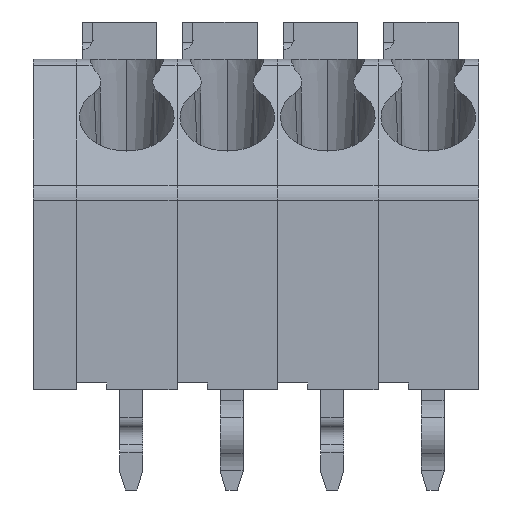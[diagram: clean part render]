
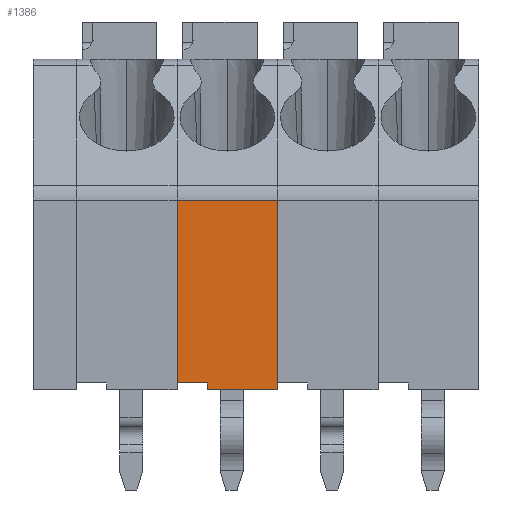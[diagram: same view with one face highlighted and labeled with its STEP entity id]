
A CAD part, front view. The second image highlights one B-rep face of the part: STEP entity #1386.
In plain terms, the highlighted planar face has unit normal (0, -1, 0).
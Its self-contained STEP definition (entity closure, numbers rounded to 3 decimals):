
#1386=ADVANCED_FACE('',(#3130),#3131,.T.);
#3130=FACE_OUTER_BOUND('',#5682,.T.);
#3131=PLANE('',#5683);
#5682=EDGE_LOOP('',(#10186,#10187,#10188,#10189,#10190,#10191));
#5683=AXIS2_PLACEMENT_3D('',#10192,#10193,#10194);
#10186=ORIENTED_EDGE('',*,*,#14584,.T.);
#10187=ORIENTED_EDGE('',*,*,#14585,.F.);
#10188=ORIENTED_EDGE('',*,*,#14527,.T.);
#10189=ORIENTED_EDGE('',*,*,#14586,.T.);
#10190=ORIENTED_EDGE('',*,*,#14566,.F.);
#10191=ORIENTED_EDGE('',*,*,#14587,.F.);
#10192=CARTESIAN_POINT('',(5.25,-6.0,-4.75));
#10193=DIRECTION('',(0.0,-1.0,0.0));
#10194=DIRECTION('',(0.0,0.0,-1.0));
#14527=EDGE_CURVE('',#17670,#17668,#17671,.T.);
#14566=EDGE_CURVE('',#17734,#17736,#17737,.T.);
#14584=EDGE_CURVE('',#17767,#17768,#17769,.T.);
#14585=EDGE_CURVE('',#17670,#17768,#17770,.T.);
#14586=EDGE_CURVE('',#17668,#17736,#17771,.T.);
#14587=EDGE_CURVE('',#17767,#17734,#17772,.T.);
#17668=VERTEX_POINT('',#22565);
#17670=VERTEX_POINT('',#22567);
#17671=LINE('',#22568,#22569);
#17734=VERTEX_POINT('',#22656);
#17736=VERTEX_POINT('',#22659);
#17737=LINE('',#22660,#22661);
#17767=VERTEX_POINT('',#22701);
#17768=VERTEX_POINT('',#22702);
#17769=LINE('',#22703,#22704);
#17770=LINE('',#22705,#22706);
#17771=LINE('',#22707,#22708);
#17772=LINE('',#22709,#22710);
#22565=CARTESIAN_POINT('',(5.25,-6.0,1.844));
#22567=CARTESIAN_POINT('',(5.25,-6.0,-4.75));
#22568=CARTESIAN_POINT('',(5.25,-6.0,-4.75));
#22569=VECTOR('',#26720,1000.0);
#22656=CARTESIAN_POINT('',(1.75,-6.0,-4.52));
#22659=CARTESIAN_POINT('',(1.75,-6.0,1.844));
#22660=CARTESIAN_POINT('',(1.75,-6.0,-4.75));
#22661=VECTOR('',#26779,1000.0);
#22701=CARTESIAN_POINT('',(2.8,-6.0,-4.52));
#22702=CARTESIAN_POINT('',(2.8,-6.0,-4.75));
#22703=CARTESIAN_POINT('',(2.8,-6.0,-4.52));
#22704=VECTOR('',#26808,1000.0);
#22705=CARTESIAN_POINT('',(5.25,-6.0,-4.75));
#22706=VECTOR('',#26809,1000.0);
#22707=CARTESIAN_POINT('',(5.25,-6.0,1.844));
#22708=VECTOR('',#26810,1000.0);
#22709=CARTESIAN_POINT('',(2.8,-6.0,-4.52));
#22710=VECTOR('',#26811,1000.0);
#26720=DIRECTION('',(0.0,0.0,1.0));
#26779=DIRECTION('',(0.0,0.0,1.0));
#26808=DIRECTION('',(0.0,0.0,-1.0));
#26809=DIRECTION('',(-1.0,0.0,0.0));
#26810=DIRECTION('',(-1.0,0.0,0.0));
#26811=DIRECTION('',(-1.0,0.0,0.0));
